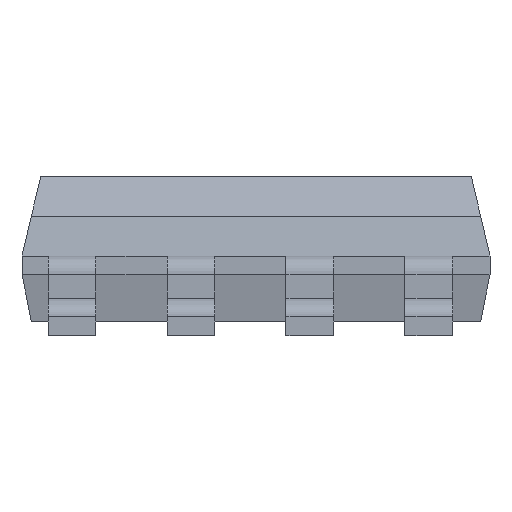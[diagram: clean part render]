
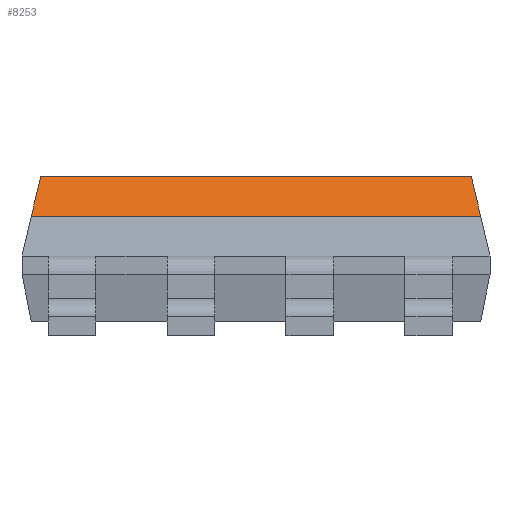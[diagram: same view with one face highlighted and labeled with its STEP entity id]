
A CAD part, front view. The second image highlights one B-rep face of the part: STEP entity #8253.
In plain terms, the highlighted free-form (B-spline) face has degree [1, 1] with [2, 2] control points.
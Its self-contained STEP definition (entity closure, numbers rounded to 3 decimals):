
#1590 = B_SPLINE_SURFACE_WITH_KNOTS('',1,1,(
    (#1591,#1592)
    ,(#1593,#1594
    )),.UNSPECIFIED.,.F.,.F.,.F.,(2,2),(2,2),(0.,5.),(0.,1.),
  .PIECEWISE_BEZIER_KNOTS.);
#1591 = CARTESIAN_POINT('',(2.5,-2.,0.2));
#1592 = CARTESIAN_POINT('',(2.4,-1.9,0.625));
#1593 = CARTESIAN_POINT('',(-2.5,-2.,0.2));
#1594 = CARTESIAN_POINT('',(-2.4,-1.9,0.625));
#4732 = VERTEX_POINT('',#4733);
#4733 = CARTESIAN_POINT('',(2.4,-1.9,0.625));
#4766 = B_SPLINE_SURFACE_WITH_KNOTS('',1,1,(
    (#4767,#4768)
    ,(#4769,#4770
    )),.UNSPECIFIED.,.F.,.F.,.F.,(2,2),(2,2),(0.,3.8),(0.,1.),
  .PIECEWISE_BEZIER_KNOTS.);
#4767 = CARTESIAN_POINT('',(2.4,1.9,0.625));
#4768 = CARTESIAN_POINT('',(2.3,1.8,1.05));
#4769 = CARTESIAN_POINT('',(2.4,-1.9,0.625));
#4770 = CARTESIAN_POINT('',(2.3,-1.45,1.05));
#4892 = VERTEX_POINT('',#4893);
#4893 = CARTESIAN_POINT('',(-2.4,-1.9,0.625));
#4913 = EDGE_CURVE('',#4732,#4892,#4914,.T.);
#4914 = SURFACE_CURVE('',#4915,(#4919,#4925),.PCURVE_S1.);
#4915 = LINE('',#4916,#4917);
#4916 = CARTESIAN_POINT('',(2.4,-1.9,0.625));
#4917 = VECTOR('',#4918,1.);
#4918 = DIRECTION('',(-1.,0.,0.));
#4919 = PCURVE('',#1590,#4920);
#4920 = DEFINITIONAL_REPRESENTATION('',(#4921),#4924);
#4921 = B_SPLINE_CURVE_WITH_KNOTS('',1,(#4922,#4923),.UNSPECIFIED.,.F.,
  .F.,(2,2),(0.,4.8),.PIECEWISE_BEZIER_KNOTS.);
#4922 = CARTESIAN_POINT('',(0.,1.));
#4923 = CARTESIAN_POINT('',(5.,1.));
#4924 = ( GEOMETRIC_REPRESENTATION_CONTEXT(2) 
PARAMETRIC_REPRESENTATION_CONTEXT() REPRESENTATION_CONTEXT('2D SPACE',''
  ) );
#4925 = PCURVE('',#4926,#4931);
#4926 = B_SPLINE_SURFACE_WITH_KNOTS('',1,1,(
    (#4927,#4928)
    ,(#4929,#4930
    )),.UNSPECIFIED.,.F.,.F.,.F.,(2,2),(2,2),(0.,4.8),(0.,1.),
  .PIECEWISE_BEZIER_KNOTS.);
#4927 = CARTESIAN_POINT('',(2.4,-1.9,0.625));
#4928 = CARTESIAN_POINT('',(2.3,-1.45,1.05));
#4929 = CARTESIAN_POINT('',(-2.4,-1.9,0.625));
#4930 = CARTESIAN_POINT('',(-2.3,-1.45,1.05));
#4931 = DEFINITIONAL_REPRESENTATION('',(#4932),#4936);
#4932 = LINE('',#4933,#4934);
#4933 = CARTESIAN_POINT('',(0.,0.));
#4934 = VECTOR('',#4935,1.);
#4935 = DIRECTION('',(1.,0.));
#4936 = ( GEOMETRIC_REPRESENTATION_CONTEXT(2) 
PARAMETRIC_REPRESENTATION_CONTEXT() REPRESENTATION_CONTEXT('2D SPACE',''
  ) );
#7121 = B_SPLINE_SURFACE_WITH_KNOTS('',1,1,(
    (#7122,#7123)
    ,(#7124,#7125
    )),.UNSPECIFIED.,.F.,.F.,.F.,(2,2),(2,2),(0.,3.8),(0.,1.),
  .PIECEWISE_BEZIER_KNOTS.);
#7122 = CARTESIAN_POINT('',(-2.4,-1.9,0.625));
#7123 = CARTESIAN_POINT('',(-2.3,-1.45,1.05));
#7124 = CARTESIAN_POINT('',(-2.4,1.9,0.625));
#7125 = CARTESIAN_POINT('',(-2.3,1.8,1.05));
#7283 = PLANE('',#7284);
#7284 = AXIS2_PLACEMENT_3D('',#7285,#7286,#7287);
#7285 = CARTESIAN_POINT('',(0.,0.175,1.05));
#7286 = DIRECTION('',(-0.,-0.,-1.));
#7287 = DIRECTION('',(-1.,0.,0.));
#8103 = EDGE_CURVE('',#4732,#8104,#8106,.T.);
#8104 = VERTEX_POINT('',#8105);
#8105 = CARTESIAN_POINT('',(2.3,-1.45,1.05));
#8106 = SURFACE_CURVE('',#8107,(#8110,#8117),.PCURVE_S1.);
#8107 = B_SPLINE_CURVE_WITH_KNOTS('',1,(#8108,#8109),.UNSPECIFIED.,.F.,
  .F.,(2,2),(0.,1.),.PIECEWISE_BEZIER_KNOTS.);
#8108 = CARTESIAN_POINT('',(2.4,-1.9,0.625));
#8109 = CARTESIAN_POINT('',(2.3,-1.45,1.05));
#8110 = PCURVE('',#4766,#8111);
#8111 = DEFINITIONAL_REPRESENTATION('',(#8112),#8116);
#8112 = LINE('',#8113,#8114);
#8113 = CARTESIAN_POINT('',(3.8,0.));
#8114 = VECTOR('',#8115,1.);
#8115 = DIRECTION('',(0.,1.));
#8116 = ( GEOMETRIC_REPRESENTATION_CONTEXT(2) 
PARAMETRIC_REPRESENTATION_CONTEXT() REPRESENTATION_CONTEXT('2D SPACE',''
  ) );
#8117 = PCURVE('',#4926,#8118);
#8118 = DEFINITIONAL_REPRESENTATION('',(#8119),#8123);
#8119 = LINE('',#8120,#8121);
#8120 = CARTESIAN_POINT('',(0.,0.));
#8121 = VECTOR('',#8122,1.);
#8122 = DIRECTION('',(0.,1.));
#8123 = ( GEOMETRIC_REPRESENTATION_CONTEXT(2) 
PARAMETRIC_REPRESENTATION_CONTEXT() REPRESENTATION_CONTEXT('2D SPACE',''
  ) );
#8253 = ADVANCED_FACE('',(#8254),#4926,.F.);
#8254 = FACE_BOUND('',#8255,.F.);
#8255 = EDGE_LOOP('',(#8256,#8257,#8279,#8299));
#8256 = ORIENTED_EDGE('',*,*,#4913,.T.);
#8257 = ORIENTED_EDGE('',*,*,#8258,.T.);
#8258 = EDGE_CURVE('',#4892,#8259,#8261,.T.);
#8259 = VERTEX_POINT('',#8260);
#8260 = CARTESIAN_POINT('',(-2.3,-1.45,1.05));
#8261 = SURFACE_CURVE('',#8262,(#8265,#8272),.PCURVE_S1.);
#8262 = B_SPLINE_CURVE_WITH_KNOTS('',1,(#8263,#8264),.UNSPECIFIED.,.F.,
  .F.,(2,2),(0.,1.),.PIECEWISE_BEZIER_KNOTS.);
#8263 = CARTESIAN_POINT('',(-2.4,-1.9,0.625));
#8264 = CARTESIAN_POINT('',(-2.3,-1.45,1.05));
#8265 = PCURVE('',#4926,#8266);
#8266 = DEFINITIONAL_REPRESENTATION('',(#8267),#8271);
#8267 = LINE('',#8268,#8269);
#8268 = CARTESIAN_POINT('',(4.8,0.));
#8269 = VECTOR('',#8270,1.);
#8270 = DIRECTION('',(0.,1.));
#8271 = ( GEOMETRIC_REPRESENTATION_CONTEXT(2) 
PARAMETRIC_REPRESENTATION_CONTEXT() REPRESENTATION_CONTEXT('2D SPACE',''
  ) );
#8272 = PCURVE('',#7121,#8273);
#8273 = DEFINITIONAL_REPRESENTATION('',(#8274),#8278);
#8274 = LINE('',#8275,#8276);
#8275 = CARTESIAN_POINT('',(0.,0.));
#8276 = VECTOR('',#8277,1.);
#8277 = DIRECTION('',(0.,1.));
#8278 = ( GEOMETRIC_REPRESENTATION_CONTEXT(2) 
PARAMETRIC_REPRESENTATION_CONTEXT() REPRESENTATION_CONTEXT('2D SPACE',''
  ) );
#8279 = ORIENTED_EDGE('',*,*,#8280,.F.);
#8280 = EDGE_CURVE('',#8104,#8259,#8281,.T.);
#8281 = SURFACE_CURVE('',#8282,(#8286,#8292),.PCURVE_S1.);
#8282 = LINE('',#8283,#8284);
#8283 = CARTESIAN_POINT('',(2.3,-1.45,1.05));
#8284 = VECTOR('',#8285,1.);
#8285 = DIRECTION('',(-1.,0.,0.));
#8286 = PCURVE('',#4926,#8287);
#8287 = DEFINITIONAL_REPRESENTATION('',(#8288),#8291);
#8288 = B_SPLINE_CURVE_WITH_KNOTS('',1,(#8289,#8290),.UNSPECIFIED.,.F.,
  .F.,(2,2),(0.,4.6),.PIECEWISE_BEZIER_KNOTS.);
#8289 = CARTESIAN_POINT('',(0.,1.));
#8290 = CARTESIAN_POINT('',(4.8,1.));
#8291 = ( GEOMETRIC_REPRESENTATION_CONTEXT(2) 
PARAMETRIC_REPRESENTATION_CONTEXT() REPRESENTATION_CONTEXT('2D SPACE',''
  ) );
#8292 = PCURVE('',#7283,#8293);
#8293 = DEFINITIONAL_REPRESENTATION('',(#8294),#8298);
#8294 = LINE('',#8295,#8296);
#8295 = CARTESIAN_POINT('',(-2.3,-1.625));
#8296 = VECTOR('',#8297,1.);
#8297 = DIRECTION('',(1.,0.));
#8298 = ( GEOMETRIC_REPRESENTATION_CONTEXT(2) 
PARAMETRIC_REPRESENTATION_CONTEXT() REPRESENTATION_CONTEXT('2D SPACE',''
  ) );
#8299 = ORIENTED_EDGE('',*,*,#8103,.F.);
